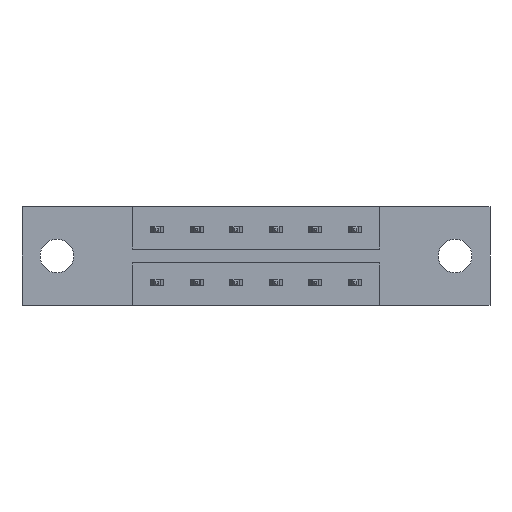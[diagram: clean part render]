
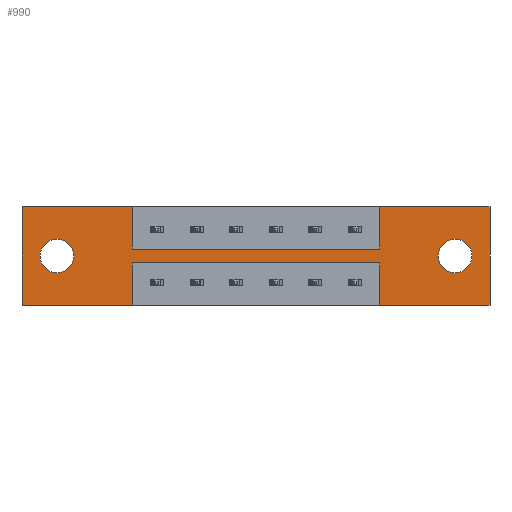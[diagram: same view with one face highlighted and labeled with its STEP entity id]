
A CAD part, front view. The second image highlights one B-rep face of the part: STEP entity #990.
In plain terms, the highlighted planar face has unit normal (0, -1, 0).
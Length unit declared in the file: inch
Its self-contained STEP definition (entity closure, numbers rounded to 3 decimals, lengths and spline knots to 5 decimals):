
#18 = DIRECTION ( 'NONE',  ( 0., 0., -1. ) ) ;
#27 = CARTESIAN_POINT ( 'NONE',  ( 0.4175, 0., -0.214 ) ) ;
#104 = FACE_BOUND ( 'NONE', #2898, .T. ) ;
#110 = CARTESIAN_POINT ( 'NONE',  ( 1.775, 0., 0. ) ) ;
#216 = VECTOR ( 'NONE', #7326, 39.37008 ) ;
#336 = DIRECTION ( 'NONE',  ( 0., 0., 1. ) ) ;
#352 = AXIS2_PLACEMENT_3D ( 'NONE', #4639, #6688, #698 ) ;
#393 = VECTOR ( 'NONE', #6804, 39.37008 ) ;
#420 = DIRECTION ( 'NONE',  ( 0., 1., 0. ) ) ;
#452 = VERTEX_POINT ( 'NONE', #2940 ) ;
#502 = VERTEX_POINT ( 'NONE', #901 ) ;
#517 = DIRECTION ( 'NONE',  ( 0., 1., 0. ) ) ;
#578 = VECTOR ( 'NONE', #4504, 39.37008 ) ;
#698 = DIRECTION ( 'NONE',  ( 0., 0., 1. ) ) ;
#716 = ORIENTED_EDGE ( 'NONE', *, *, #6618, .T. ) ;
#799 = LINE ( 'NONE', #110, #2542 ) ;
#870 = CARTESIAN_POINT ( 'NONE',  ( 0.4175, 0., -0.161 ) ) ;
#901 = CARTESIAN_POINT ( 'NONE',  ( 0.4175, 0., -0.375 ) ) ;
#988 = EDGE_LOOP ( 'NONE', ( #1106, #2240, #5221, #1923, #3766, #2406, #2142, #7429, #5263, #1911, #8169, #6725 ) ) ;
#990 = ADVANCED_FACE ( 'NONE', ( #104, #5887, #7622 ), #8480, .T. ) ;
#1077 = EDGE_CURVE ( 'NONE', #4943, #452, #8251, .T. ) ;
#1106 = ORIENTED_EDGE ( 'NONE', *, *, #6207, .F. ) ;
#1124 = DIRECTION ( 'NONE',  ( 0., 0., -1. ) ) ;
#1222 = DIRECTION ( 'NONE',  ( 0., 0., 1. ) ) ;
#1294 = EDGE_CURVE ( 'NONE', #3831, #6780, #6197, .T. ) ;
#1298 = VERTEX_POINT ( 'NONE', #2129 ) ;
#1329 = CARTESIAN_POINT ( 'NONE',  ( 0., 0., -0.375 ) ) ;
#1336 = DIRECTION ( 'NONE',  ( -1., 0., 0. ) ) ;
#1421 = VERTEX_POINT ( 'NONE', #7543 ) ;
#1447 = CARTESIAN_POINT ( 'NONE',  ( 1.775, 0., 0. ) ) ;
#1591 = EDGE_CURVE ( 'NONE', #3921, #502, #1647, .T. ) ;
#1595 = VERTEX_POINT ( 'NONE', #4490 ) ;
#1647 = LINE ( 'NONE', #4468, #6188 ) ;
#1666 = VECTOR ( 'NONE', #5397, 39.37008 ) ;
#1669 = VERTEX_POINT ( 'NONE', #5309 ) ;
#1765 = VECTOR ( 'NONE', #336, 39.37008 ) ;
#1794 = CARTESIAN_POINT ( 'NONE',  ( 1.6425, 0., -0.1875 ) ) ;
#1827 = EDGE_CURVE ( 'NONE', #3440, #2783, #3497, .T. ) ;
#1861 = VECTOR ( 'NONE', #7289, 39.37008 ) ;
#1911 = ORIENTED_EDGE ( 'NONE', *, *, #3223, .F. ) ;
#1923 = ORIENTED_EDGE ( 'NONE', *, *, #1827, .F. ) ;
#2029 = AXIS2_PLACEMENT_3D ( 'NONE', #3230, #3290, #7886 ) ;
#2121 = DIRECTION ( 'NONE',  ( 1., 0., 0. ) ) ;
#2129 = CARTESIAN_POINT ( 'NONE',  ( 0., 0., -0.375 ) ) ;
#2142 = ORIENTED_EDGE ( 'NONE', *, *, #3635, .F. ) ;
#2155 = VECTOR ( 'NONE', #6787, 39.37008 ) ;
#2240 = ORIENTED_EDGE ( 'NONE', *, *, #1294, .F. ) ;
#2321 = AXIS2_PLACEMENT_3D ( 'NONE', #4480, #6432, #5159 ) ;
#2330 = VERTEX_POINT ( 'NONE', #5539 ) ;
#2406 = ORIENTED_EDGE ( 'NONE', *, *, #1077, .F. ) ;
#2429 = LINE ( 'NONE', #2532, #4396 ) ;
#2491 = CARTESIAN_POINT ( 'NONE',  ( 1.6425, 0., -0.1235 ) ) ;
#2532 = CARTESIAN_POINT ( 'NONE',  ( 0., 0., 0. ) ) ;
#2542 = VECTOR ( 'NONE', #18, 39.37008 ) ;
#2636 = CARTESIAN_POINT ( 'NONE',  ( 0.4175, 0., -0.214 ) ) ;
#2783 = VERTEX_POINT ( 'NONE', #1447 ) ;
#2898 = EDGE_LOOP ( 'NONE', ( #5248, #3988 ) ) ;
#2940 = CARTESIAN_POINT ( 'NONE',  ( 1.3575, 0., -0.161 ) ) ;
#2976 = CARTESIAN_POINT ( 'NONE',  ( 0.1325, 0., -0.1235 ) ) ;
#3198 = DIRECTION ( 'NONE',  ( 0., 0., 1. ) ) ;
#3223 = EDGE_CURVE ( 'NONE', #502, #1298, #6194, .T. ) ;
#3230 = CARTESIAN_POINT ( 'NONE',  ( 0., 0., -0.375 ) ) ;
#3290 = DIRECTION ( 'NONE',  ( 0., -1., 0. ) ) ;
#3378 = CARTESIAN_POINT ( 'NONE',  ( 0.4175, 0., -0.161 ) ) ;
#3440 = VERTEX_POINT ( 'NONE', #8069 ) ;
#3497 = LINE ( 'NONE', #7444, #393 ) ;
#3515 = LINE ( 'NONE', #4900, #1765 ) ;
#3635 = EDGE_CURVE ( 'NONE', #1595, #4943, #7736, .T. ) ;
#3685 = EDGE_CURVE ( 'NONE', #452, #3440, #3515, .T. ) ;
#3766 = ORIENTED_EDGE ( 'NONE', *, *, #3685, .F. ) ;
#3831 = VERTEX_POINT ( 'NONE', #5813 ) ;
#3852 = CARTESIAN_POINT ( 'NONE',  ( 1.3575, 0., -0.214 ) ) ;
#3921 = VERTEX_POINT ( 'NONE', #27 ) ;
#3988 = ORIENTED_EDGE ( 'NONE', *, *, #4482, .T. ) ;
#4318 = CIRCLE ( 'NONE', #7296, 0.064 ) ;
#4396 = VECTOR ( 'NONE', #3198, 39.37008 ) ;
#4458 = EDGE_CURVE ( 'NONE', #8507, #1421, #7811, .T. ) ;
#4468 = CARTESIAN_POINT ( 'NONE',  ( 0.4175, 0., -0.214 ) ) ;
#4480 = CARTESIAN_POINT ( 'NONE',  ( 1.6425, 0., -0.1875 ) ) ;
#4482 = EDGE_CURVE ( 'NONE', #1421, #8507, #4318, .T. ) ;
#4490 = CARTESIAN_POINT ( 'NONE',  ( 0.4175, 0., 0. ) ) ;
#4504 = DIRECTION ( 'NONE',  ( 0., 0., 1. ) ) ;
#4639 = CARTESIAN_POINT ( 'NONE',  ( 0.1325, 0., -0.1875 ) ) ;
#4805 = CIRCLE ( 'NONE', #5181, 0.064 ) ;
#4900 = CARTESIAN_POINT ( 'NONE',  ( 1.3575, 0., -0.161 ) ) ;
#4943 = VERTEX_POINT ( 'NONE', #3378 ) ;
#5027 = ORIENTED_EDGE ( 'NONE', *, *, #5658, .T. ) ;
#5144 = DIRECTION ( 'NONE',  ( 0., 0., -1. ) ) ;
#5159 = DIRECTION ( 'NONE',  ( 0., 0., -1. ) ) ;
#5171 = CARTESIAN_POINT ( 'NONE',  ( 0.1325, 0., -0.1875 ) ) ;
#5181 = AXIS2_PLACEMENT_3D ( 'NONE', #5171, #517, #1222 ) ;
#5221 = ORIENTED_EDGE ( 'NONE', *, *, #5620, .F. ) ;
#5248 = ORIENTED_EDGE ( 'NONE', *, *, #4458, .T. ) ;
#5263 = ORIENTED_EDGE ( 'NONE', *, *, #6105, .F. ) ;
#5309 = CARTESIAN_POINT ( 'NONE',  ( 0.1325, 0., -0.2515 ) ) ;
#5397 = DIRECTION ( 'NONE',  ( 0., 0., -1. ) ) ;
#5408 = VECTOR ( 'NONE', #2121, 39.37008 ) ;
#5539 = CARTESIAN_POINT ( 'NONE',  ( 1.3575, 0., -0.214 ) ) ;
#5620 = EDGE_CURVE ( 'NONE', #2783, #3831, #799, .T. ) ;
#5643 = LINE ( 'NONE', #3852, #578 ) ;
#5658 = EDGE_CURVE ( 'NONE', #1669, #5997, #7688, .T. ) ;
#5813 = CARTESIAN_POINT ( 'NONE',  ( 1.775, 0., -0.375 ) ) ;
#5887 = FACE_BOUND ( 'NONE', #7317, .T. ) ;
#5939 = CARTESIAN_POINT ( 'NONE',  ( 0.4175, 0., -0.161 ) ) ;
#5997 = VERTEX_POINT ( 'NONE', #2976 ) ;
#6105 = EDGE_CURVE ( 'NONE', #1298, #6536, #2429, .T. ) ;
#6188 = VECTOR ( 'NONE', #5144, 39.37008 ) ;
#6194 = LINE ( 'NONE', #1329, #216 ) ;
#6197 = LINE ( 'NONE', #7515, #2155 ) ;
#6207 = EDGE_CURVE ( 'NONE', #6780, #2330, #5643, .T. ) ;
#6432 = DIRECTION ( 'NONE',  ( 0., 1., 0. ) ) ;
#6536 = VERTEX_POINT ( 'NONE', #8406 ) ;
#6618 = EDGE_CURVE ( 'NONE', #5997, #1669, #4805, .T. ) ;
#6688 = DIRECTION ( 'NONE',  ( 0., 1., 0. ) ) ;
#6694 = EDGE_CURVE ( 'NONE', #2330, #3921, #8084, .T. ) ;
#6725 = ORIENTED_EDGE ( 'NONE', *, *, #6694, .F. ) ;
#6780 = VERTEX_POINT ( 'NONE', #8043 ) ;
#6787 = DIRECTION ( 'NONE',  ( -1., 0., 0. ) ) ;
#6804 = DIRECTION ( 'NONE',  ( 1., 0., 0. ) ) ;
#7266 = VECTOR ( 'NONE', #1336, 39.37008 ) ;
#7289 = DIRECTION ( 'NONE',  ( 1., 0., 0. ) ) ;
#7296 = AXIS2_PLACEMENT_3D ( 'NONE', #1794, #420, #1124 ) ;
#7297 = EDGE_CURVE ( 'NONE', #6536, #1595, #8391, .T. ) ;
#7317 = EDGE_LOOP ( 'NONE', ( #716, #5027 ) ) ;
#7326 = DIRECTION ( 'NONE',  ( -1., 0., 0. ) ) ;
#7429 = ORIENTED_EDGE ( 'NONE', *, *, #7297, .F. ) ;
#7444 = CARTESIAN_POINT ( 'NONE',  ( 0., 0., 0. ) ) ;
#7515 = CARTESIAN_POINT ( 'NONE',  ( 0., 0., -0.375 ) ) ;
#7543 = CARTESIAN_POINT ( 'NONE',  ( 1.6425, 0., -0.2515 ) ) ;
#7622 = FACE_OUTER_BOUND ( 'NONE', #988, .T. ) ;
#7688 = CIRCLE ( 'NONE', #352, 0.064 ) ;
#7736 = LINE ( 'NONE', #870, #1666 ) ;
#7811 = CIRCLE ( 'NONE', #2321, 0.064 ) ;
#7886 = DIRECTION ( 'NONE',  ( 0., 0., -1. ) ) ;
#8043 = CARTESIAN_POINT ( 'NONE',  ( 1.3575, 0., -0.375 ) ) ;
#8069 = CARTESIAN_POINT ( 'NONE',  ( 1.3575, 0., 0. ) ) ;
#8081 = CARTESIAN_POINT ( 'NONE',  ( 0., 0., 0. ) ) ;
#8084 = LINE ( 'NONE', #2636, #7266 ) ;
#8169 = ORIENTED_EDGE ( 'NONE', *, *, #1591, .F. ) ;
#8251 = LINE ( 'NONE', #5939, #1861 ) ;
#8391 = LINE ( 'NONE', #8081, #5408 ) ;
#8406 = CARTESIAN_POINT ( 'NONE',  ( 0., 0., 0. ) ) ;
#8480 = PLANE ( 'NONE',  #2029 ) ;
#8507 = VERTEX_POINT ( 'NONE', #2491 ) ;
